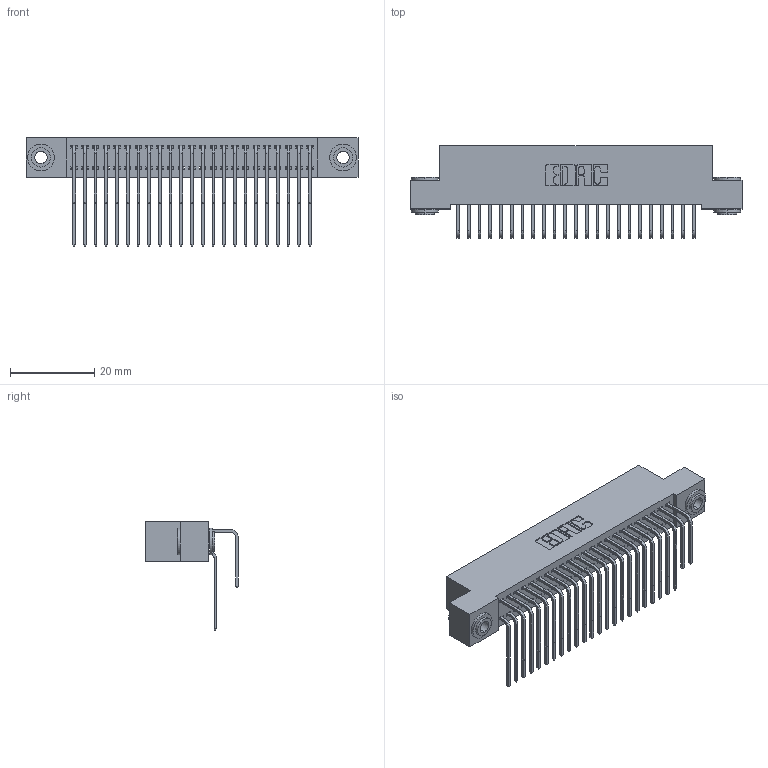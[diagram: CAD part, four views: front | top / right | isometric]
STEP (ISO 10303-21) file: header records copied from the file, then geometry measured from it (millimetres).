
FILE_DESCRIPTION (( 'STEP AP203' ), '1' );
FILE_NAME ('342-046-558-203.STEP', '2018-08-12T16:38:48', ( '' ), ( '' ), 'SwSTEP 2.0', 'SolidWorks 2016', '' );
FILE_SCHEMA (( 'CONFIG_CONTROL_DESIGN' ));
Length unit declared in the file: inch
Products named in the file (5): 345-292-001_558 559 Tail - 1; 345-292-001_558 Tail - 2; 342-250-002_345-250-002-102; 342-046-558-203; 342 Part_.156 TH
Assembly tree (49 placements, depth 2):
  342-046-558-203
    342 Part_.156 TH
    345-292-001_558 559 Tail - 1  x23
    345-292-001_558 Tail - 2  x23
    342-250-002_345-250-002-102  x2
Bounding box: 78.74 x 21.91 x 25.78 mm (x, y, z)
Volume: 7273 mm3; surface area: 12785 mm2
Topology: 49 solids, 49 shells, 2632 faces, 7781 edges, 5122 vertices
Faces by surface type: plane 1824, cylinder 800, cone 8
Entity records: 19556 total; most frequent: CARTESIAN_POINT 3288, ORIENTED_EDGE 3166, DIRECTION 2857, EDGE_CURVE 1583, VECTOR 1391, LINE 1391, VERTEX_POINT 1050, AXIS2_PLACEMENT_3D 733
